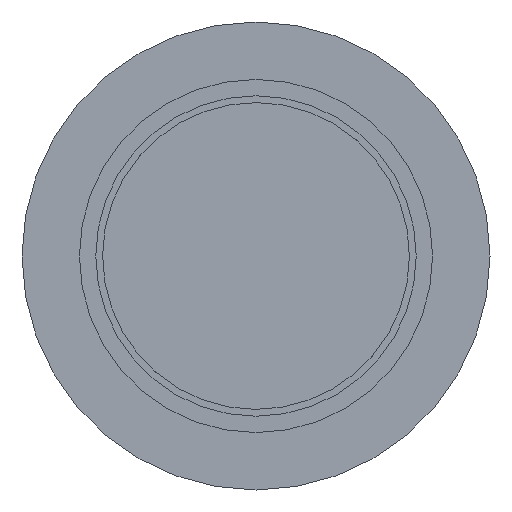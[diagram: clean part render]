
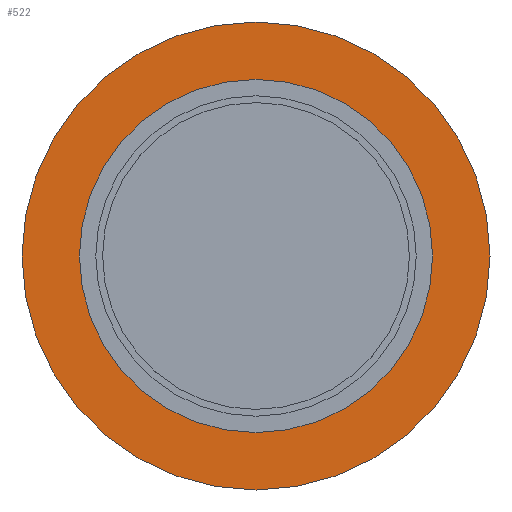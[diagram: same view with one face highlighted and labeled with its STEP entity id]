
A CAD part, front view. The second image highlights one B-rep face of the part: STEP entity #522.
In plain terms, the highlighted planar face has unit normal (0, -1, 0).
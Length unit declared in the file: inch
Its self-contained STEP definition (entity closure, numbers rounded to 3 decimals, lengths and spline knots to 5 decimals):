
#31 = AXIS2_PLACEMENT_3D ( 'NONE', #359, #180, #578 ) ;
#38 = EDGE_LOOP ( 'NONE', ( #304, #97 ) ) ;
#48 = CARTESIAN_POINT ( 'NONE',  ( 0., 0., 0. ) ) ;
#74 = PLANE ( 'NONE',  #31 ) ;
#77 = AXIS2_PLACEMENT_3D ( 'NONE', #48, #170, #608 ) ;
#89 = DIRECTION ( 'NONE',  ( 0., 0., -1. ) ) ;
#97 = ORIENTED_EDGE ( 'NONE', *, *, #196, .F. ) ;
#103 = DIRECTION ( 'NONE',  ( 0., -1., 0. ) ) ;
#109 = VERTEX_POINT ( 'NONE', #308 ) ;
#136 = AXIS2_PLACEMENT_3D ( 'NONE', #589, #138, #364 ) ;
#138 = DIRECTION ( 'NONE',  ( 0., -1., 0. ) ) ;
#155 = AXIS2_PLACEMENT_3D ( 'NONE', #698, #103, #89 ) ;
#164 = CARTESIAN_POINT ( 'NONE',  ( 0., 0., 0. ) ) ;
#170 = DIRECTION ( 'NONE',  ( 0., -1., 0. ) ) ;
#180 = DIRECTION ( 'NONE',  ( 0., 1., 0. ) ) ;
#196 = EDGE_CURVE ( 'NONE', #511, #279, #699, .T. ) ;
#214 = ORIENTED_EDGE ( 'NONE', *, *, #302, .T. ) ;
#224 = ORIENTED_EDGE ( 'NONE', *, *, #639, .T. ) ;
#233 = FACE_BOUND ( 'NONE', #38, .T. ) ;
#238 = EDGE_CURVE ( 'NONE', #279, #511, #244, .T. ) ;
#244 = CIRCLE ( 'NONE', #657, 0.815 ) ;
#253 = CARTESIAN_POINT ( 'NONE',  ( 0., 0., 1.08 ) ) ;
#279 = VERTEX_POINT ( 'NONE', #718 ) ;
#302 = EDGE_CURVE ( 'NONE', #574, #109, #437, .T. ) ;
#304 = ORIENTED_EDGE ( 'NONE', *, *, #238, .F. ) ;
#308 = CARTESIAN_POINT ( 'NONE',  ( 0., 0., -1.08 ) ) ;
#328 = DIRECTION ( 'NONE',  ( 0., -1., 0. ) ) ;
#359 = CARTESIAN_POINT ( 'NONE',  ( -1.08, 0., 0. ) ) ;
#364 = DIRECTION ( 'NONE',  ( 0., 0., -1. ) ) ;
#437 = CIRCLE ( 'NONE', #77, 1.08 ) ;
#495 = EDGE_LOOP ( 'NONE', ( #224, #214 ) ) ;
#511 = VERTEX_POINT ( 'NONE', #568 ) ;
#522 = ADVANCED_FACE ( 'NONE', ( #233, #571 ), #74, .F. ) ;
#568 = CARTESIAN_POINT ( 'NONE',  ( 0., 0., 0.815 ) ) ;
#571 = FACE_OUTER_BOUND ( 'NONE', #495, .T. ) ;
#574 = VERTEX_POINT ( 'NONE', #253 ) ;
#578 = DIRECTION ( 'NONE',  ( 0., 0., 1. ) ) ;
#589 = CARTESIAN_POINT ( 'NONE',  ( 0., 0., 0. ) ) ;
#608 = DIRECTION ( 'NONE',  ( 0., 0., -1. ) ) ;
#614 = CIRCLE ( 'NONE', #136, 1.08 ) ;
#639 = EDGE_CURVE ( 'NONE', #109, #574, #614, .T. ) ;
#657 = AXIS2_PLACEMENT_3D ( 'NONE', #164, #328, #710 ) ;
#698 = CARTESIAN_POINT ( 'NONE',  ( 0., 0., 0. ) ) ;
#699 = CIRCLE ( 'NONE', #155, 0.815 ) ;
#710 = DIRECTION ( 'NONE',  ( 0., 0., -1. ) ) ;
#718 = CARTESIAN_POINT ( 'NONE',  ( 0., 0., -0.815 ) ) ;
